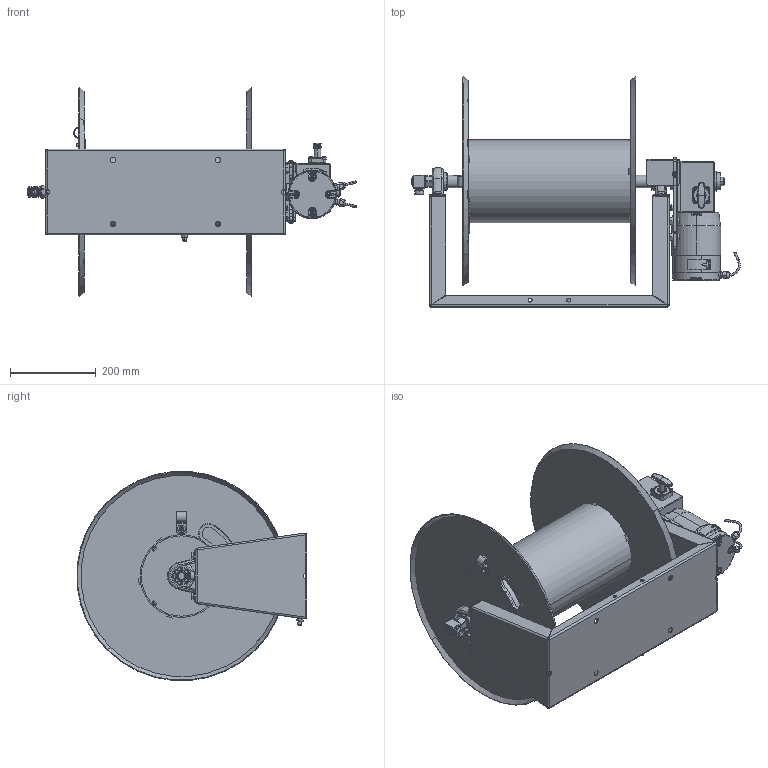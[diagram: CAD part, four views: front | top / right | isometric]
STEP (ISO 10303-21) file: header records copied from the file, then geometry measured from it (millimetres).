
FILE_DESCRIPTION((''),'2;1');
FILE_NAME('312_150_E_ASM','2020-07-23T',('CAD-01'),('CDM'),'PRO/ENGINEER BY PARAMETRIC TECHNOLOGY CORPORATION, 2015030','PRO/ENGINEER BY PARAMETRIC TECHNOLOGY CORPORATION, 2015030','');
FILE_SCHEMA(('CONFIG_CONTROL_DESIGN'));
Products named in the file (1): 312_150_E_ASM
Bounding box: 768.37 x 537.37 x 488.14 mm (x, y, z)
Surface area: 1887658.2 mm2 (no closed solid volume)
Topology: 0 solids, 173 shells, 1102 faces, 4180 edges, 3133 vertices
Faces by surface type: plane 482, cylinder 246, cone 187, torus 90, bspline 79, sphere 18
Entity records: 64206 total; most frequent: CARTESIAN_POINT 23646, DIRECTION 6607, ORIENTED_EDGE 5993, EDGE_CURVE 4163, VERTEX_POINT 3134, AXIS2_PLACEMENT_3D 2482, VECTOR 1643, LINE 1643
